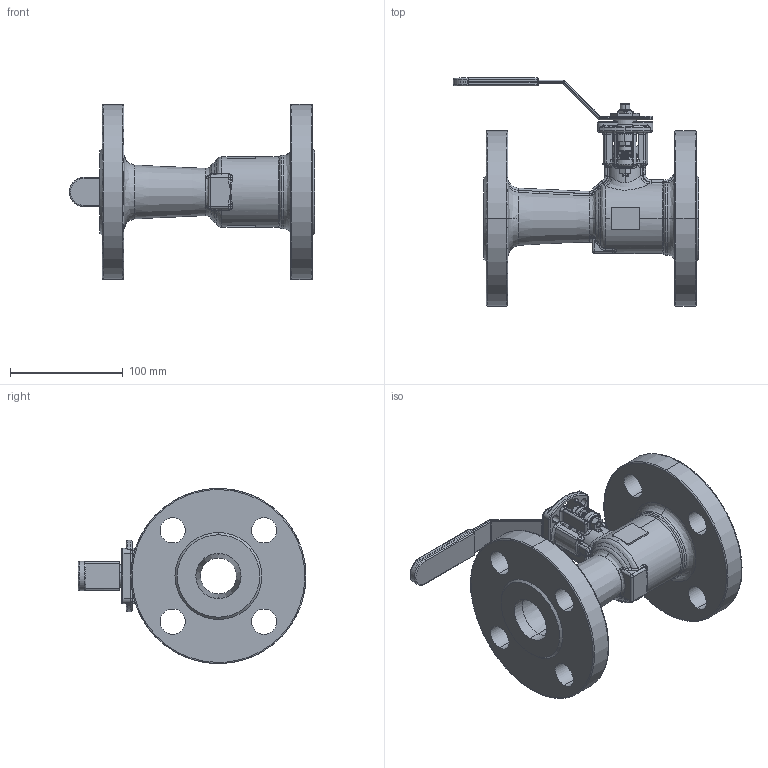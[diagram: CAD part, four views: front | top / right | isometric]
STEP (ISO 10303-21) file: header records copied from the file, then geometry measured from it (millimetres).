
FILE_DESCRIPTION (( 'STEP AP203' ), '1' );
FILE_NAME ('F9R-F3-0150_0.step', '2020-11-02T19:49:51', ( '' ), ( '' ), 'SwSTEP 2.0', 'SolidWorks 2019', '' );
FILE_SCHEMA (( 'CONFIG_CONTROL_DESIGN' ));
Length unit declared in the file: inch
Products named in the file (20): F9R-F3-0150 STEM EXT; F9R-F3-0150 HANDLE NUT; F9R-F3-0150 HANDLE; F9R-F3-0150 PACKING; F9R-F3-0150 GLAND BOLT; F9R-F3-0150_0; F9R-F3-0150 BODY; F9R-F3-0150 RETAINER; F9R-F3-0150 STOP PLATE; F9R-F3-0150 GLAND NUT; F9R-F3-0150 GLAND FLANGE; F9R-F3-0150 GLAND WASHER; F9R-F3-0150 HANDLE COVER; F9R-F3-0150 STEM EXT WASHER; F9R-F3-0150 SPACER 2; F9R-F3-0150 STEM; F9R-F3-0150 STEM EXT SCREW; F9R-F3-0150 GLAND; F9R-F3-0150 SPACER; F9R-F3-0150 BELLEVILLE
Assembly tree (22 placements, depth 2):
  F9R-F3-0150_0
    F9R-F3-0150 STEM
    F9R-F3-0150 HANDLE
    F9R-F3-0150 PACKING
    F9R-F3-0150 GLAND FLANGE
    F9R-F3-0150 STOP PLATE
    F9R-F3-0150 BELLEVILLE
    F9R-F3-0150 GLAND
    F9R-F3-0150 GLAND BOLT  x2
    F9R-F3-0150 GLAND NUT  x2
    F9R-F3-0150 SPACER
    F9R-F3-0150 HANDLE NUT
    F9R-F3-0150 HANDLE COVER
    F9R-F3-0150 RETAINER
    F9R-F3-0150 BODY
    F9R-F3-0150 STEM EXT SCREW
    F9R-F3-0150 STEM EXT
    F9R-F3-0150 SPACER 2
    F9R-F3-0150 GLAND WASHER
    F9R-F3-0150 STEM EXT WASHER  x2
Bounding box: 217 x 201.8 x 155 mm (x, y, z)
Volume: 904799.3 mm3; surface area: 215155.3 mm2
Topology: 25 solids, 25 shells, 1488 faces, 3795 edges, 2333 vertices
Faces by surface type: bspline 563, cylinder 538, plane 333, cone 54
Entity records: 181657 total; most frequent: CARTESIAN_POINT 150652, ORIENTED_EDGE 6952, DIRECTION 4820, EDGE_CURVE 3476, VERTEX_POINT 2150, AXIS2_PLACEMENT_3D 1777, EDGE_LOOP 1484, FACE_OUTER_BOUND 1389
